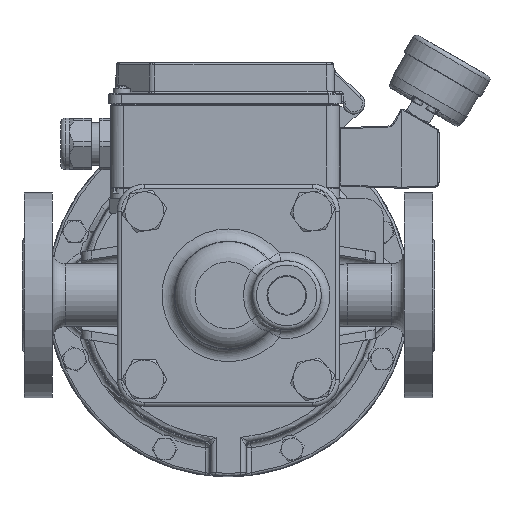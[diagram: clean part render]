
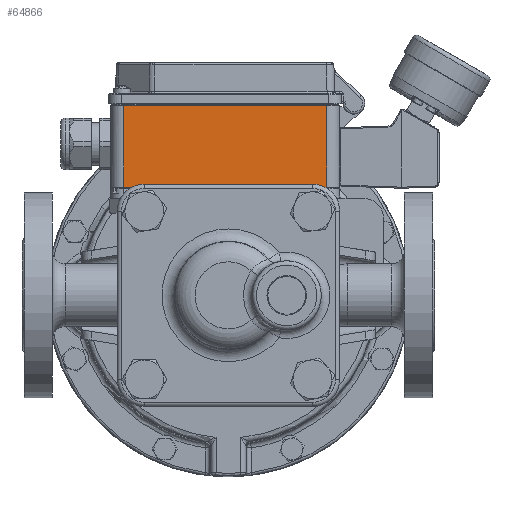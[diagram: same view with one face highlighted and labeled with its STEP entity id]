
A CAD part, front view. The second image highlights one B-rep face of the part: STEP entity #64866.
In plain terms, the highlighted planar face has unit normal (0, -1, -0.018).
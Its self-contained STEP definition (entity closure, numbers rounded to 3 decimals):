
#6408=PLANE('',#70915);
#10520=FACE_OUTER_BOUND('',#14475,.T.);
#14475=EDGE_LOOP('',(#54399,#54400,#54401,#54402));
#18629=LINE('',#131043,#22578);
#18636=LINE('',#131107,#22585);
#18637=LINE('',#131110,#22586);
#18638=LINE('',#131111,#22587);
#22578=VECTOR('',#85553,37.803);
#22585=VECTOR('',#85574,37.803);
#22586=VECTOR('',#85579,94.);
#22587=VECTOR('',#85580,94.);
#29675=VERTEX_POINT('',#131041);
#29676=VERTEX_POINT('',#131042);
#29685=VERTEX_POINT('',#131095);
#29686=VERTEX_POINT('',#131106);
#38269=EDGE_CURVE('',#29675,#29676,#18629,.T.);
#38283=EDGE_CURVE('',#29686,#29685,#18636,.T.);
#38285=EDGE_CURVE('',#29685,#29675,#18637,.T.);
#38286=EDGE_CURVE('',#29676,#29686,#18638,.T.);
#54399=ORIENTED_EDGE('',*,*,#38283,.T.);
#54400=ORIENTED_EDGE('',*,*,#38285,.T.);
#54401=ORIENTED_EDGE('',*,*,#38269,.T.);
#54402=ORIENTED_EDGE('',*,*,#38286,.T.);
#64866=ADVANCED_FACE('',(#10520),#6408,.T.);
#70915=AXIS2_PLACEMENT_3D('',#131109,#85577,#85578);
#85553=DIRECTION('',(0.,0.018,-1.));
#85574=DIRECTION('',(0.,-0.018,1.));
#85577=DIRECTION('center_axis',(0.,-1.,
-0.018));
#85578=DIRECTION('ref_axis',(0.,0.018,-1.));
#85579=DIRECTION('',(-1.,0.,0.));
#85580=DIRECTION('',(1.,0.,0.));
#131041=CARTESIAN_POINT('',(-110.548,127.331,87.846));
#131042=CARTESIAN_POINT('',(-110.549,128.025,50.05));
#131043=CARTESIAN_POINT('',(-110.549,128.025,50.05));
#131095=CARTESIAN_POINT('',(-16.548,127.339,87.846));
#131106=CARTESIAN_POINT('',(-16.549,128.032,50.05));
#131107=CARTESIAN_POINT('',(-16.549,128.032,50.05));
#131109=CARTESIAN_POINT('Origin',(-116.549,128.024,50.05));
#131110=CARTESIAN_POINT('',(-110.548,127.331,87.846));
#131111=CARTESIAN_POINT('',(-116.549,128.024,50.05));
